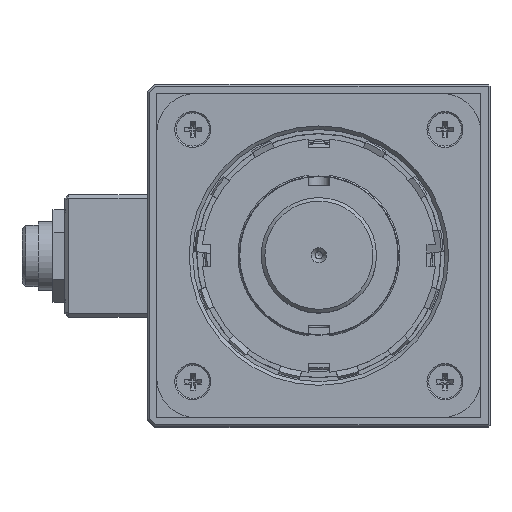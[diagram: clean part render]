
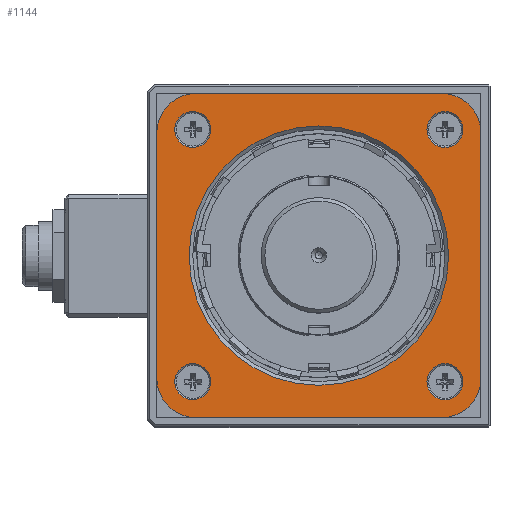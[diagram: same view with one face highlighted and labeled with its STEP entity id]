
A CAD part, top view. The second image highlights one B-rep face of the part: STEP entity #1144.
In plain terms, the highlighted planar face has unit normal (0, 0, 1).
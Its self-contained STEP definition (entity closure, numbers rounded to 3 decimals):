
#1144 = ADVANCED_FACE( '', ( #2302, #2303, #2304, #2305, #2306, #2307 ), #2308, .T. );
#2302 = FACE_BOUND( '', #3805, .T. );
#2303 = FACE_BOUND( '', #3806, .T. );
#2304 = FACE_BOUND( '', #3807, .T. );
#2305 = FACE_BOUND( '', #3808, .T. );
#2306 = FACE_BOUND( '', #3809, .T. );
#2307 = FACE_OUTER_BOUND( '', #3810, .T. );
#2308 = PLANE( '', #3811 );
#3805 = EDGE_LOOP( '', ( #5811 ) );
#3806 = EDGE_LOOP( '', ( #5812 ) );
#3807 = EDGE_LOOP( '', ( #5813 ) );
#3808 = EDGE_LOOP( '', ( #5814 ) );
#3809 = EDGE_LOOP( '', ( #5815 ) );
#3810 = EDGE_LOOP( '', ( #5816, #5817, #5818, #5819, #5820, #5821, #5822, #5823 ) );
#3811 = AXIS2_PLACEMENT_3D( '', #5824, #5825, #5826 );
#5811 = ORIENTED_EDGE( '', *, *, #8570, .T. );
#5812 = ORIENTED_EDGE( '', *, *, #8941, .T. );
#5813 = ORIENTED_EDGE( '', *, *, #8942, .T. );
#5814 = ORIENTED_EDGE( '', *, *, #8943, .T. );
#5815 = ORIENTED_EDGE( '', *, *, #8944, .T. );
#5816 = ORIENTED_EDGE( '', *, *, #8945, .T. );
#5817 = ORIENTED_EDGE( '', *, *, #8946, .T. );
#5818 = ORIENTED_EDGE( '', *, *, #8947, .T. );
#5819 = ORIENTED_EDGE( '', *, *, #8948, .T. );
#5820 = ORIENTED_EDGE( '', *, *, #8858, .T. );
#5821 = ORIENTED_EDGE( '', *, *, #8892, .T. );
#5822 = ORIENTED_EDGE( '', *, *, #8949, .T. );
#5823 = ORIENTED_EDGE( '', *, *, #8950, .T. );
#5824 = CARTESIAN_POINT( '', ( -45., -45., 10. ) );
#5825 = DIRECTION( '', ( 0., 0., 1. ) );
#5826 = DIRECTION( '', ( 1., 0., 0. ) );
#8570 = EDGE_CURVE( '', #10316, #10316, #10317, .F. );
#8858 = EDGE_CURVE( '', #10810, #10811, #10812, .T. );
#8892 = EDGE_CURVE( '', #10811, #10865, #10866, .T. );
#8941 = EDGE_CURVE( '', #10944, #10944, #10945, .T. );
#8942 = EDGE_CURVE( '', #10946, #10946, #10947, .T. );
#8943 = EDGE_CURVE( '', #10948, #10948, #10949, .T. );
#8944 = EDGE_CURVE( '', #10950, #10950, #10951, .T. );
#8945 = EDGE_CURVE( '', #10952, #10953, #10954, .T. );
#8946 = EDGE_CURVE( '', #10953, #10955, #10956, .T. );
#8947 = EDGE_CURVE( '', #10955, #10957, #10958, .T. );
#8948 = EDGE_CURVE( '', #10957, #10810, #10959, .T. );
#8949 = EDGE_CURVE( '', #10865, #10960, #10961, .T. );
#8950 = EDGE_CURVE( '', #10960, #10952, #10962, .T. );
#10316 = VERTEX_POINT( '', #12408 );
#10317 = CIRCLE( '', #12409, 36. );
#10810 = VERTEX_POINT( '', #13243 );
#10811 = VERTEX_POINT( '', #13244 );
#10812 = LINE( '', #13245, #13246 );
#10865 = VERTEX_POINT( '', #13362 );
#10866 = CIRCLE( '', #13363, 11. );
#10944 = VERTEX_POINT( '', #13469 );
#10945 = CIRCLE( '', #13470, 5. );
#10946 = VERTEX_POINT( '', #13471 );
#10947 = CIRCLE( '', #13472, 5. );
#10948 = VERTEX_POINT( '', #13473 );
#10949 = CIRCLE( '', #13474, 5. );
#10950 = VERTEX_POINT( '', #13475 );
#10951 = CIRCLE( '', #13476, 5. );
#10952 = VERTEX_POINT( '', #13477 );
#10953 = VERTEX_POINT( '', #13478 );
#10954 = LINE( '', #13479, #13480 );
#10955 = VERTEX_POINT( '', #13481 );
#10956 = CIRCLE( '', #13482, 11. );
#10957 = VERTEX_POINT( '', #13483 );
#10958 = LINE( '', #13484, #13485 );
#10959 = CIRCLE( '', #13486, 11. );
#10960 = VERTEX_POINT( '', #13487 );
#10961 = LINE( '', #13488, #13489 );
#10962 = CIRCLE( '', #13490, 11. );
#12408 = CARTESIAN_POINT( '', ( 36., 0., 10. ) );
#12409 = AXIS2_PLACEMENT_3D( '', #15422, #15423, #15424 );
#13243 = CARTESIAN_POINT( '', ( 45., -34., 10. ) );
#13244 = CARTESIAN_POINT( '', ( 45., 34., 10. ) );
#13245 = CARTESIAN_POINT( '', ( 45., -45., 10. ) );
#13246 = VECTOR( '', #15785, 1000. );
#13362 = CARTESIAN_POINT( '', ( 34., 45., 10. ) );
#13363 = AXIS2_PLACEMENT_3D( '', #15819, #15820, #15821 );
#13469 = CARTESIAN_POINT( '', ( -40., -35., 10. ) );
#13470 = AXIS2_PLACEMENT_3D( '', #15883, #15884, #15885 );
#13471 = CARTESIAN_POINT( '', ( 35., -40., 10. ) );
#13472 = AXIS2_PLACEMENT_3D( '', #15886, #15887, #15888 );
#13473 = CARTESIAN_POINT( '', ( 40., 35., 10. ) );
#13474 = AXIS2_PLACEMENT_3D( '', #15889, #15890, #15891 );
#13475 = CARTESIAN_POINT( '', ( -35., 40., 10. ) );
#13476 = AXIS2_PLACEMENT_3D( '', #15892, #15893, #15894 );
#13477 = CARTESIAN_POINT( '', ( -45., 34., 10. ) );
#13478 = CARTESIAN_POINT( '', ( -45., -34., 10. ) );
#13479 = CARTESIAN_POINT( '', ( -45., 45., 10. ) );
#13480 = VECTOR( '', #15895, 1000. );
#13481 = CARTESIAN_POINT( '', ( -34., -45., 10. ) );
#13482 = AXIS2_PLACEMENT_3D( '', #15896, #15897, #15898 );
#13483 = CARTESIAN_POINT( '', ( 34., -45., 10. ) );
#13484 = CARTESIAN_POINT( '', ( -45., -45., 10. ) );
#13485 = VECTOR( '', #15899, 1000. );
#13486 = AXIS2_PLACEMENT_3D( '', #15900, #15901, #15902 );
#13487 = CARTESIAN_POINT( '', ( -34., 45., 10. ) );
#13488 = CARTESIAN_POINT( '', ( 45., 45., 10. ) );
#13489 = VECTOR( '', #15903, 1000. );
#13490 = AXIS2_PLACEMENT_3D( '', #15904, #15905, #15906 );
#15422 = CARTESIAN_POINT( '', ( 0., 0., 10. ) );
#15423 = DIRECTION( '', ( 0., 0., 1. ) );
#15424 = DIRECTION( '', ( 1., 0., 0. ) );
#15785 = DIRECTION( '', ( 0., 1., 0. ) );
#15819 = CARTESIAN_POINT( '', ( 34., 34., 10. ) );
#15820 = DIRECTION( '', ( 0., 0., 1. ) );
#15821 = DIRECTION( '', ( 1., 0., 0. ) );
#15883 = CARTESIAN_POINT( '', ( -35., -35., 10. ) );
#15884 = DIRECTION( '', ( 0., 0., -1. ) );
#15885 = DIRECTION( '', ( -1., 0., 0. ) );
#15886 = CARTESIAN_POINT( '', ( 35., -35., 10. ) );
#15887 = DIRECTION( '', ( 0., 0., -1. ) );
#15888 = DIRECTION( '', ( 0., -1., 0. ) );
#15889 = CARTESIAN_POINT( '', ( 35., 35., 10. ) );
#15890 = DIRECTION( '', ( 0., 0., -1. ) );
#15891 = DIRECTION( '', ( 1., 0., 0. ) );
#15892 = CARTESIAN_POINT( '', ( -35., 35., 10. ) );
#15893 = DIRECTION( '', ( 0., 0., -1. ) );
#15894 = DIRECTION( '', ( 0., 1., 0. ) );
#15895 = DIRECTION( '', ( 0., -1., 0. ) );
#15896 = CARTESIAN_POINT( '', ( -34., -34., 10. ) );
#15897 = DIRECTION( '', ( 0., 0., 1. ) );
#15898 = DIRECTION( '', ( 1., 0., 0. ) );
#15899 = DIRECTION( '', ( 1., 0., 0. ) );
#15900 = CARTESIAN_POINT( '', ( 34., -34., 10. ) );
#15901 = DIRECTION( '', ( 0., 0., 1. ) );
#15902 = DIRECTION( '', ( 1., 0., 0. ) );
#15903 = DIRECTION( '', ( -1., 0., 0. ) );
#15904 = CARTESIAN_POINT( '', ( -34., 34., 10. ) );
#15905 = DIRECTION( '', ( 0., 0., 1. ) );
#15906 = DIRECTION( '', ( 1., 0., 0. ) );
